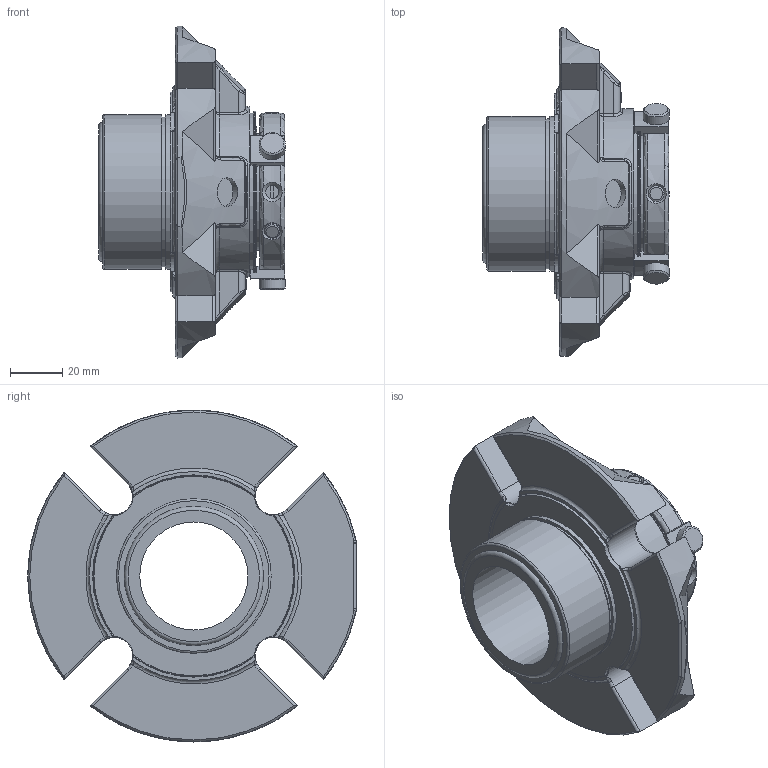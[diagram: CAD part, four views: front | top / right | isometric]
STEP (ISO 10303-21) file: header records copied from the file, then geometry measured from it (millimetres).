
FILE_DESCRIPTION(/* description */ ('Unknown'),/* implementation_level */ '2;1');
FILE_NAME(/* name */ '1.625',/* time_stamp */ '2023-02-14T16:02:34+00:00',/* author */ ('Unknown'),/* organization */ ('Unknown'),/* preprocessor_version */ 'ST-DEVELOPER v16.7',/* originating_system */ 'Solid Edge',/* authorisation */ 'Unknown');
FILE_SCHEMA (('AUTOMOTIVE_DESIGN {1 0 10303 214 3 1 1}'));
Length unit declared in the file: millimetre
Products named in the file (1): 1.625
Bounding box: 71.27 x 125.37 x 126.75 mm (x, y, z)
Volume: 238969.6 mm3; surface area: 52319.6 mm2
Topology: 1 solids, 1 shells, 545 faces, 1417 edges, 908 vertices
Faces by surface type: plane 220, cylinder 153, bspline 76, torus 66, cone 30
Full cylindrical faces by diameter (mm): 2.821 x1, 5 x2, 6 x6, 10 x3, 10.998 x3, 41.275 x1, 44.425 x1, 49.784 x1, 53.213 x1, 57.199 x1, 59.004 x1, 59.055 x1, 60.274 x1, 61.798 x1, 65 x1
Entity records: 22911 total; most frequent: CARTESIAN_POINT 6883, ORIENTED_EDGE 2648, DIRECTION 2295, EDGE_CURVE 1324, AXIS2_PLACEMENT_3D 893, VERTEX_POINT 873, EDGE_LOOP 639, FACE_BOUND 639
